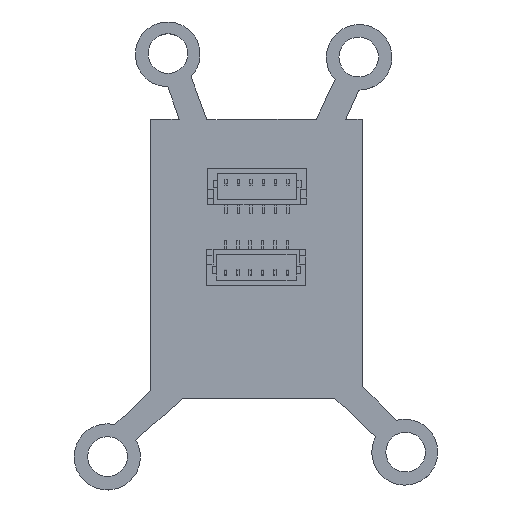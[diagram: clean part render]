
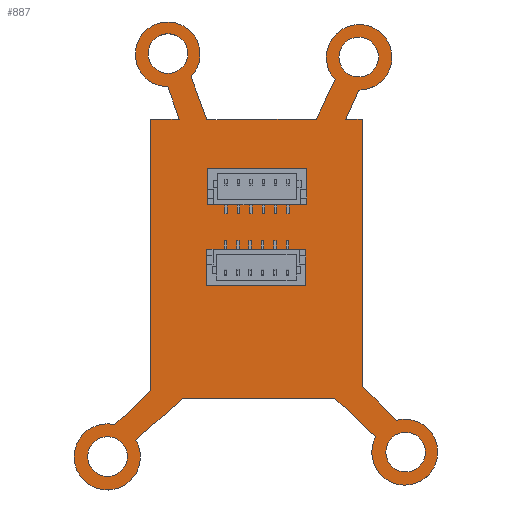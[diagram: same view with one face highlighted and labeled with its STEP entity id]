
A CAD part, top view. The second image highlights one B-rep face of the part: STEP entity #887.
In plain terms, the highlighted planar face has unit normal (0, 0, 1).
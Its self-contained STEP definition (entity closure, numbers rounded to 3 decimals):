
#24 = VERTEX_POINT('',#25);
#25 = CARTESIAN_POINT('',(89.289,36.319,0.));
#31 = EDGE_CURVE('',#24,#32,#34,.T.);
#32 = VERTEX_POINT('',#33);
#33 = CARTESIAN_POINT('',(88.914,37.684,0.));
#34 = CIRCLE('',#35,2.659);
#35 = AXIS2_PLACEMENT_3D('',#36,#37,#38);
#36 = CARTESIAN_POINT('',(86.63,36.323,0.));
#37 = DIRECTION('',(0.,0.,1.));
#38 = DIRECTION('',(1.,-0.001,0.));
#64 = EDGE_CURVE('',#32,#65,#67,.T.);
#65 = VERTEX_POINT('',#66);
#66 = CARTESIAN_POINT('',(92.754,41.068,0.));
#67 = LINE('',#68,#69);
#68 = CARTESIAN_POINT('',(88.914,37.684,0.));
#69 = VECTOR('',#70,1.);
#70 = DIRECTION('',(0.75,0.661,0.));
#95 = EDGE_CURVE('',#65,#96,#98,.T.);
#96 = VERTEX_POINT('',#97);
#97 = CARTESIAN_POINT('',(104.987,41.05,0.));
#98 = LINE('',#99,#100);
#99 = CARTESIAN_POINT('',(92.754,41.068,0.));
#100 = VECTOR('',#101,1.);
#101 = DIRECTION('',(1.,-0.001,0.));
#126 = EDGE_CURVE('',#96,#127,#129,.T.);
#127 = VERTEX_POINT('',#128);
#128 = CARTESIAN_POINT('',(108.268,37.937,0.));
#129 = LINE('',#130,#131);
#130 = CARTESIAN_POINT('',(104.987,41.05,0.));
#131 = VECTOR('',#132,1.);
#132 = DIRECTION('',(0.725,-0.688,0.));
#157 = EDGE_CURVE('',#127,#158,#160,.T.);
#158 = VERTEX_POINT('',#159);
#159 = CARTESIAN_POINT('',(109.946,39.274,0.));
#160 = CIRCLE('',#161,2.66);
#161 = AXIS2_PLACEMENT_3D('',#162,#163,#164);
#162 = CARTESIAN_POINT('',(110.624,36.702,0.));
#163 = DIRECTION('',(0.,0.,1.));
#164 = DIRECTION('',(-0.886,0.464,0.));
#190 = EDGE_CURVE('',#158,#191,#193,.T.);
#191 = VERTEX_POINT('',#192);
#192 = CARTESIAN_POINT('',(107.238,41.982,0.));
#193 = LINE('',#194,#195);
#194 = CARTESIAN_POINT('',(109.946,39.274,0.));
#195 = VECTOR('',#196,1.);
#196 = DIRECTION('',(-0.707,0.707,0.));
#221 = EDGE_CURVE('',#191,#222,#224,.T.);
#222 = VERTEX_POINT('',#223);
#223 = CARTESIAN_POINT('',(107.238,63.5,0.));
#224 = LINE('',#225,#226);
#225 = CARTESIAN_POINT('',(107.238,41.982,0.));
#226 = VECTOR('',#227,1.);
#227 = DIRECTION('',(0.,1.,0.));
#252 = EDGE_CURVE('',#222,#253,#255,.T.);
#253 = VERTEX_POINT('',#254);
#254 = CARTESIAN_POINT('',(107.188,63.55,0.));
#255 = CIRCLE('',#256,0.048);
#256 = AXIS2_PLACEMENT_3D('',#257,#258,#259);
#257 = CARTESIAN_POINT('',(107.19,63.502,0.));
#258 = DIRECTION('',(0.,0.,1.));
#259 = DIRECTION('',(0.999,-0.044,0.));
#285 = EDGE_CURVE('',#253,#286,#288,.T.);
#286 = VERTEX_POINT('',#287);
#287 = CARTESIAN_POINT('',(105.844,63.55,0.));
#288 = LINE('',#289,#290);
#289 = CARTESIAN_POINT('',(107.188,63.55,0.));
#290 = VECTOR('',#291,1.);
#291 = DIRECTION('',(-1.,0.,0.));
#316 = EDGE_CURVE('',#286,#317,#319,.T.);
#317 = VERTEX_POINT('',#318);
#318 = CARTESIAN_POINT('',(106.915,65.913,0.));
#319 = LINE('',#320,#321);
#320 = CARTESIAN_POINT('',(105.844,63.55,0.));
#321 = VECTOR('',#322,1.);
#322 = DIRECTION('',(0.413,0.911,0.));
#347 = EDGE_CURVE('',#317,#348,#350,.T.);
#348 = VERTEX_POINT('',#349);
#349 = CARTESIAN_POINT('',(104.994,66.767,0.));
#350 = CIRCLE('',#351,2.647);
#351 = AXIS2_PLACEMENT_3D('',#352,#353,#354);
#352 = CARTESIAN_POINT('',(106.942,68.56,0.));
#353 = DIRECTION('',(0.,0.,1.));
#354 = DIRECTION('',(-0.01,-1.,0.));
#380 = EDGE_CURVE('',#348,#381,#383,.T.);
#381 = VERTEX_POINT('',#382);
#382 = CARTESIAN_POINT('',(103.498,63.576,0.));
#383 = LINE('',#384,#385);
#384 = CARTESIAN_POINT('',(104.994,66.767,0.));
#385 = VECTOR('',#386,1.);
#386 = DIRECTION('',(-0.424,-0.905,0.));
#411 = EDGE_CURVE('',#381,#412,#414,.T.);
#412 = VERTEX_POINT('',#413);
#413 = CARTESIAN_POINT('',(98.679,63.55,0.));
#414 = LINE('',#415,#416);
#415 = CARTESIAN_POINT('',(103.498,63.576,0.));
#416 = VECTOR('',#417,1.);
#417 = DIRECTION('',(-1.,-0.005,0.));
#442 = EDGE_CURVE('',#412,#443,#445,.T.);
#443 = VERTEX_POINT('',#444);
#444 = CARTESIAN_POINT('',(94.65,63.525,0.));
#445 = LINE('',#446,#447);
#446 = CARTESIAN_POINT('',(98.679,63.55,0.));
#447 = VECTOR('',#448,1.);
#448 = DIRECTION('',(-1.,-0.006,0.));
#473 = EDGE_CURVE('',#443,#474,#476,.T.);
#474 = VERTEX_POINT('',#475);
#475 = CARTESIAN_POINT('',(93.378,66.993,0.));
#476 = LINE('',#477,#478);
#477 = CARTESIAN_POINT('',(94.65,63.525,0.));
#478 = VECTOR('',#479,1.);
#479 = DIRECTION('',(-0.344,0.939,0.));
#504 = EDGE_CURVE('',#474,#505,#507,.T.);
#505 = VERTEX_POINT('',#506);
#506 = CARTESIAN_POINT('',(91.506,66.192,0.));
#507 = CIRCLE('',#508,2.612);
#508 = AXIS2_PLACEMENT_3D('',#509,#510,#511);
#509 = CARTESIAN_POINT('',(91.496,68.804,0.));
#510 = DIRECTION('',(0.,0.,1.));
#511 = DIRECTION('',(0.721,-0.693,0.));
#537 = EDGE_CURVE('',#505,#538,#540,.T.);
#538 = VERTEX_POINT('',#539);
#539 = CARTESIAN_POINT('',(92.428,63.55,0.));
#540 = LINE('',#541,#542);
#541 = CARTESIAN_POINT('',(91.506,66.192,0.));
#542 = VECTOR('',#543,1.);
#543 = DIRECTION('',(0.329,-0.944,0.));
#568 = EDGE_CURVE('',#538,#569,#571,.T.);
#569 = VERTEX_POINT('',#570);
#570 = CARTESIAN_POINT('',(90.17,63.55,0.));
#571 = LINE('',#572,#573);
#572 = CARTESIAN_POINT('',(92.428,63.55,0.));
#573 = VECTOR('',#574,1.);
#574 = DIRECTION('',(-1.,0.,0.));
#599 = EDGE_CURVE('',#569,#600,#602,.T.);
#600 = VERTEX_POINT('',#601);
#601 = CARTESIAN_POINT('',(90.12,63.5,0.));
#602 = CIRCLE('',#603,0.048);
#603 = AXIS2_PLACEMENT_3D('',#604,#605,#606);
#604 = CARTESIAN_POINT('',(90.168,63.502,0.));
#605 = DIRECTION('',(0.,0.,1.));
#606 = DIRECTION('',(0.044,0.999,0.));
#632 = EDGE_CURVE('',#600,#633,#635,.T.);
#633 = VERTEX_POINT('',#634);
#634 = CARTESIAN_POINT('',(90.12,41.652,0.));
#635 = LINE('',#636,#637);
#636 = CARTESIAN_POINT('',(90.12,63.5,0.));
#637 = VECTOR('',#638,1.);
#638 = DIRECTION('',(0.,-1.,0.));
#663 = EDGE_CURVE('',#633,#664,#666,.T.);
#664 = VERTEX_POINT('',#665);
#665 = CARTESIAN_POINT('',(87.234,38.917,0.));
#666 = LINE('',#667,#668);
#667 = CARTESIAN_POINT('',(90.12,41.652,0.));
#668 = VECTOR('',#669,1.);
#669 = DIRECTION('',(-0.726,-0.688,0.));
#694 = EDGE_CURVE('',#664,#24,#695,.T.);
#695 = CIRCLE('',#696,2.67);
#696 = AXIS2_PLACEMENT_3D('',#697,#698,#699);
#697 = CARTESIAN_POINT('',(86.619,36.319,0.));
#698 = DIRECTION('',(0.,0.,1.));
#699 = DIRECTION('',(0.23,0.973,0.));
#720 = VERTEX_POINT('',#721);
#721 = CARTESIAN_POINT('',(88.239,36.347,0.));
#727 = EDGE_CURVE('',#720,#720,#728,.T.);
#728 = CIRCLE('',#729,1.6);
#729 = AXIS2_PLACEMENT_3D('',#730,#731,#732);
#730 = CARTESIAN_POINT('',(86.639,36.347,0.));
#731 = DIRECTION('',(0.,0.,1.));
#732 = DIRECTION('',(1.,0.,0.));
#753 = VERTEX_POINT('',#754);
#754 = CARTESIAN_POINT('',(93.116,68.859,0.));
#760 = EDGE_CURVE('',#753,#753,#761,.T.);
#761 = CIRCLE('',#762,1.6);
#762 = AXIS2_PLACEMENT_3D('',#763,#764,#765);
#763 = CARTESIAN_POINT('',(91.516,68.859,0.));
#764 = DIRECTION('',(0.,0.,1.));
#765 = DIRECTION('',(1.,0.,0.));
#786 = VERTEX_POINT('',#787);
#787 = CARTESIAN_POINT('',(112.293,36.703,0.));
#793 = EDGE_CURVE('',#786,#786,#794,.T.);
#794 = CIRCLE('',#795,1.6);
#795 = AXIS2_PLACEMENT_3D('',#796,#797,#798);
#796 = CARTESIAN_POINT('',(110.693,36.703,0.));
#797 = DIRECTION('',(0.,0.,1.));
#798 = DIRECTION('',(1.,0.,0.));
#819 = VERTEX_POINT('',#820);
#820 = CARTESIAN_POINT('',(108.509,68.58,0.));
#826 = EDGE_CURVE('',#819,#819,#827,.T.);
#827 = CIRCLE('',#828,1.6);
#828 = AXIS2_PLACEMENT_3D('',#829,#830,#831);
#829 = CARTESIAN_POINT('',(106.909,68.58,0.));
#830 = DIRECTION('',(0.,0.,1.));
#831 = DIRECTION('',(1.,0.,0.));
#887 = ADVANCED_FACE('',(#888,#912,#915,#918,#921),#924,.F.);
#888 = FACE_BOUND('',#889,.T.);
#889 = EDGE_LOOP('',(#890,#891,#892,#893,#894,#895,#896,#897,#898,#899,
    #900,#901,#902,#903,#904,#905,#906,#907,#908,#909,#910,#911));
#890 = ORIENTED_EDGE('',*,*,#31,.T.);
#891 = ORIENTED_EDGE('',*,*,#64,.T.);
#892 = ORIENTED_EDGE('',*,*,#95,.T.);
#893 = ORIENTED_EDGE('',*,*,#126,.T.);
#894 = ORIENTED_EDGE('',*,*,#157,.T.);
#895 = ORIENTED_EDGE('',*,*,#190,.T.);
#896 = ORIENTED_EDGE('',*,*,#221,.T.);
#897 = ORIENTED_EDGE('',*,*,#252,.T.);
#898 = ORIENTED_EDGE('',*,*,#285,.T.);
#899 = ORIENTED_EDGE('',*,*,#316,.T.);
#900 = ORIENTED_EDGE('',*,*,#347,.T.);
#901 = ORIENTED_EDGE('',*,*,#380,.T.);
#902 = ORIENTED_EDGE('',*,*,#411,.T.);
#903 = ORIENTED_EDGE('',*,*,#442,.T.);
#904 = ORIENTED_EDGE('',*,*,#473,.T.);
#905 = ORIENTED_EDGE('',*,*,#504,.T.);
#906 = ORIENTED_EDGE('',*,*,#537,.T.);
#907 = ORIENTED_EDGE('',*,*,#568,.T.);
#908 = ORIENTED_EDGE('',*,*,#599,.T.);
#909 = ORIENTED_EDGE('',*,*,#632,.T.);
#910 = ORIENTED_EDGE('',*,*,#663,.T.);
#911 = ORIENTED_EDGE('',*,*,#694,.T.);
#912 = FACE_BOUND('',#913,.F.);
#913 = EDGE_LOOP('',(#914));
#914 = ORIENTED_EDGE('',*,*,#727,.T.);
#915 = FACE_BOUND('',#916,.F.);
#916 = EDGE_LOOP('',(#917));
#917 = ORIENTED_EDGE('',*,*,#760,.T.);
#918 = FACE_BOUND('',#919,.F.);
#919 = EDGE_LOOP('',(#920));
#920 = ORIENTED_EDGE('',*,*,#793,.T.);
#921 = FACE_BOUND('',#922,.F.);
#922 = EDGE_LOOP('',(#923));
#923 = ORIENTED_EDGE('',*,*,#826,.T.);
#924 = PLANE('',#925);
#925 = AXIS2_PLACEMENT_3D('',#926,#927,#928);
#926 = CARTESIAN_POINT('',(89.289,36.319,0.));
#927 = DIRECTION('',(0.,0.,-1.));
#928 = DIRECTION('',(-1.,0.,0.));
